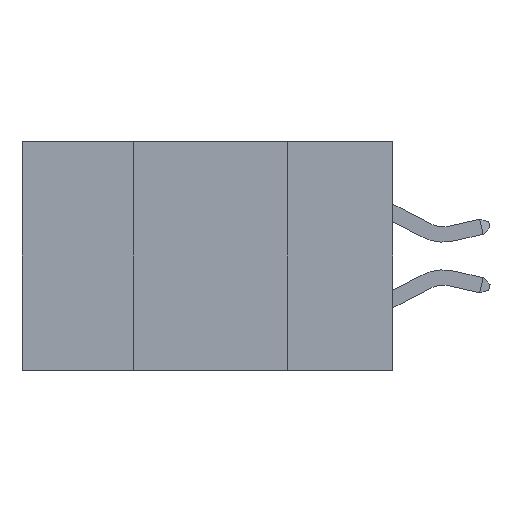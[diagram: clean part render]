
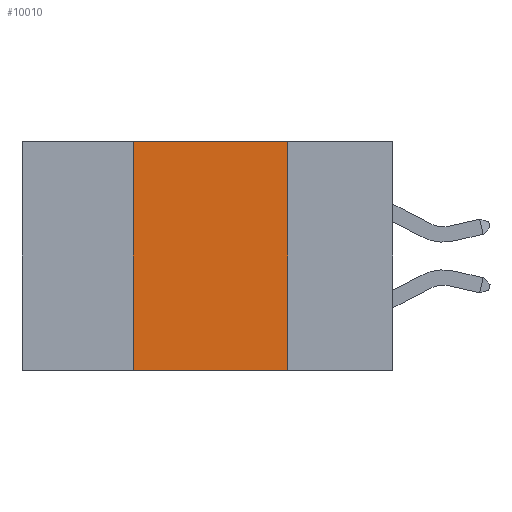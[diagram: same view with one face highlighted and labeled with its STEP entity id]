
A CAD part, left-side view. The second image highlights one B-rep face of the part: STEP entity #10010.
In plain terms, the highlighted planar face has unit normal (-1, 0, 0).
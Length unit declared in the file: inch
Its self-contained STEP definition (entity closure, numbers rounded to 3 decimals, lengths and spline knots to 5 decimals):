
#384 = VERTEX_POINT ( 'NONE', #675 ) ;
#436 = ORIENTED_EDGE ( 'NONE', *, *, #7811, .T. ) ;
#636 = DIRECTION ( 'NONE',  ( 0., 0., -1. ) ) ;
#675 = CARTESIAN_POINT ( 'NONE',  ( 0., 0.17, 0. ) ) ;
#740 = DIRECTION ( 'NONE',  ( 0., 0., 1. ) ) ;
#1692 = LINE ( 'NONE', #9939, #10171 ) ;
#1694 = EDGE_LOOP ( 'NONE', ( #10845, #3385, #6471, #436 ) ) ;
#2141 = VECTOR ( 'NONE', #7967, 39.37008 ) ;
#2311 = FACE_OUTER_BOUND ( 'NONE', #1694, .T. ) ;
#2980 = CARTESIAN_POINT ( 'NONE',  ( 0., 0.42, 0. ) ) ;
#3311 = DIRECTION ( 'NONE',  ( 0., -1., 0. ) ) ;
#3385 = ORIENTED_EDGE ( 'NONE', *, *, #13968, .F. ) ;
#4273 = CARTESIAN_POINT ( 'NONE',  ( 0., 0.6, 0. ) ) ;
#4959 = CARTESIAN_POINT ( 'NONE',  ( 0., 0.17, -0.37 ) ) ;
#5044 = CARTESIAN_POINT ( 'NONE',  ( 0., 0.42, -0.37 ) ) ;
#5221 = VECTOR ( 'NONE', #5396, 39.37008 ) ;
#5396 = DIRECTION ( 'NONE',  ( 0., -1., 0. ) ) ;
#5567 = LINE ( 'NONE', #4273, #5221 ) ;
#6155 = CARTESIAN_POINT ( 'NONE',  ( 0., 0.6, 0. ) ) ;
#6471 = ORIENTED_EDGE ( 'NONE', *, *, #13821, .F. ) ;
#7273 = DIRECTION ( 'NONE',  ( 1., 0., 0. ) ) ;
#7286 = LINE ( 'NONE', #2980, #13180 ) ;
#7811 = EDGE_CURVE ( 'NONE', #12078, #13334, #1692, .T. ) ;
#7967 = DIRECTION ( 'NONE',  ( 0., 0., -1. ) ) ;
#8035 = LINE ( 'NONE', #13490, #2141 ) ;
#9792 = EDGE_CURVE ( 'NONE', #384, #13334, #8035, .T. ) ;
#9939 = CARTESIAN_POINT ( 'NONE',  ( 0., 0.6, -0.37 ) ) ;
#10010 = ADVANCED_FACE ( 'NONE', ( #2311 ), #13913, .F. ) ;
#10171 = VECTOR ( 'NONE', #3311, 39.37008 ) ;
#10845 = ORIENTED_EDGE ( 'NONE', *, *, #9792, .F. ) ;
#10859 = CARTESIAN_POINT ( 'NONE',  ( 0., 0.42, 0. ) ) ;
#11754 = AXIS2_PLACEMENT_3D ( 'NONE', #6155, #7273, #636 ) ;
#12078 = VERTEX_POINT ( 'NONE', #5044 ) ;
#13180 = VECTOR ( 'NONE', #740, 39.37008 ) ;
#13334 = VERTEX_POINT ( 'NONE', #4959 ) ;
#13490 = CARTESIAN_POINT ( 'NONE',  ( 0., 0.17, 0. ) ) ;
#13549 = VERTEX_POINT ( 'NONE', #10859 ) ;
#13821 = EDGE_CURVE ( 'NONE', #12078, #13549, #7286, .T. ) ;
#13913 = PLANE ( 'NONE',  #11754 ) ;
#13968 = EDGE_CURVE ( 'NONE', #13549, #384, #5567, .T. ) ;
